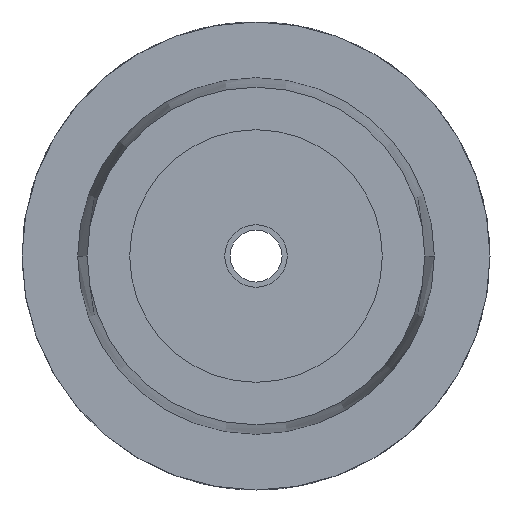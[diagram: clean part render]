
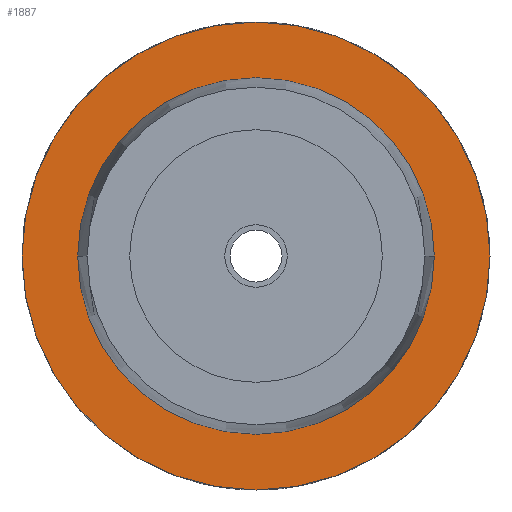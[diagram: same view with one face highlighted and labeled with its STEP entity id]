
A CAD part, left-side view. The second image highlights one B-rep face of the part: STEP entity #1887.
In plain terms, the highlighted planar face has unit normal (-1, 0, 0).
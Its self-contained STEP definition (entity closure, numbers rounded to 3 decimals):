
#403=CARTESIAN_POINT('',(0.,0.,0.));
#404=DIRECTION('',(1.,0.,0.));
#405=DIRECTION('',(0.,1.,0.));
#406=AXIS2_PLACEMENT_3D('',#403,#404,#405);
#425=CARTESIAN_POINT('',(0.,0.,0.));
#426=DIRECTION('',(-1.,0.,0.));
#427=DIRECTION('',(0.,1.,0.));
#428=AXIS2_PLACEMENT_3D('',#425,#426,#427);
#433=CARTESIAN_POINT('',(0.,0.,0.));
#434=DIRECTION('',(1.,0.,0.));
#435=DIRECTION('',(0.,1.,0.));
#436=AXIS2_PLACEMENT_3D('',#433,#434,#435);
#441=CARTESIAN_POINT('',(0.,0.,0.));
#442=DIRECTION('',(-1.,0.,0.));
#443=DIRECTION('',(0.,1.,0.));
#444=AXIS2_PLACEMENT_3D('',#441,#442,#443);
#1290=CARTESIAN_POINT('',(0.,31.5,0.));
#1292=VERTEX_POINT('',#1290);
#1293=CARTESIAN_POINT('',(0.,24.005,0.));
#1295=VERTEX_POINT('',#1293);
#1298=CARTESIAN_POINT('',(0.,-31.5,0.));
#1300=VERTEX_POINT('',#1298);
#1301=CARTESIAN_POINT('',(0.,-24.005,0.));
#1303=VERTEX_POINT('',#1301);
#1872=CARTESIAN_POINT('',(0.,0.,0.));
#1873=DIRECTION('',(1.,0.,0.));
#1874=DIRECTION('',(0.,-1.,0.));
#1875=AXIS2_PLACEMENT_3D('',#1872,#1873,#1874);
#1876=PLANE('',#1875);
#1878=ORIENTED_EDGE('',*,*,#1877,.T.);
#1880=ORIENTED_EDGE('',*,*,#1879,.F.);
#1881=EDGE_LOOP('',(#1878,#1880));
#1882=FACE_OUTER_BOUND('',#1881,.F.);
#1883=ORIENTED_EDGE('',*,*,#1867,.T.);
#1884=ORIENTED_EDGE('',*,*,#1851,.F.);
#1885=EDGE_LOOP('',(#1883,#1884));
#1886=FACE_BOUND('',#1885,.F.);
#407=CIRCLE('',#406,24.005);
#429=CIRCLE('',#428,24.005);
#437=CIRCLE('',#436,31.5);
#445=CIRCLE('',#444,31.5);
#1851=EDGE_CURVE('',#1295,#1303,#407,.T.);
#1867=EDGE_CURVE('',#1295,#1303,#429,.T.);
#1877=EDGE_CURVE('',#1292,#1300,#437,.T.);
#1879=EDGE_CURVE('',#1292,#1300,#445,.T.);
#1887=ADVANCED_FACE('',(#1882,#1886),#1876,.F.);
